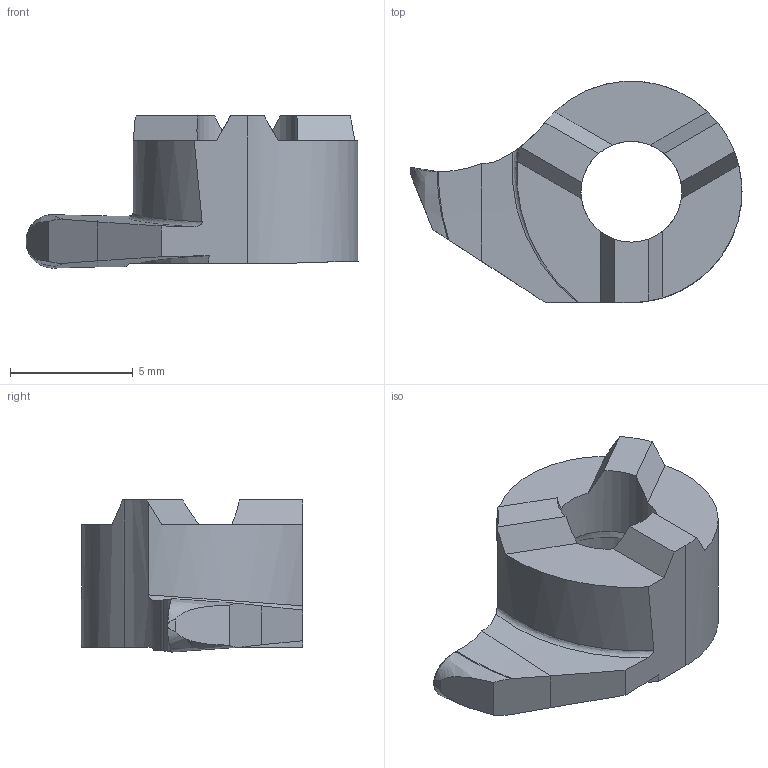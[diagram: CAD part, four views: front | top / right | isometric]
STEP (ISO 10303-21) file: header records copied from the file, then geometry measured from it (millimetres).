
FILE_DESCRIPTION(/* description */ (''),/* implementation_level */ '2;1');
FILE_NAME(/* name */ '1589866586765.stp',/* time_stamp */ '2020-05-19T11:06:40+06:00',/* author */ (''),/* organization */ ('SMS'),/* preprocessor_version */ 'ST-DEVELOPER v16.7',/* originating_system */ 'SIEMENS PLM Software NX 12.0',/* authorisation */ '');
FILE_SCHEMA (('AUTOMOTIVE_DESIGN { 1 0 10303 214 3 1 1 1 }'));
Length unit declared in the file: millimetre
Products named in the file (1): 202723345mod000_00
Bounding box: 13.5 x 9 x 6.19 mm (x, y, z)
Volume: 264.1 mm3; surface area: 401 mm2
Topology: 2 solids, 2 shells, 40 faces, 114 edges, 80 vertices
Faces by surface type: plane 23, bspline 10, cylinder 6, cone 1
Full cylindrical faces by diameter (mm): 4.1 x1, 6.1 x1
Entity records: 1661 total; most frequent: CARTESIAN_POINT 706, ORIENTED_EDGE 220, DIRECTION 144, EDGE_CURVE 110, VERTEX_POINT 75, AXIS2_PLACEMENT_3D 57, EDGE_LOOP 43, ADVANCED_FACE 40
